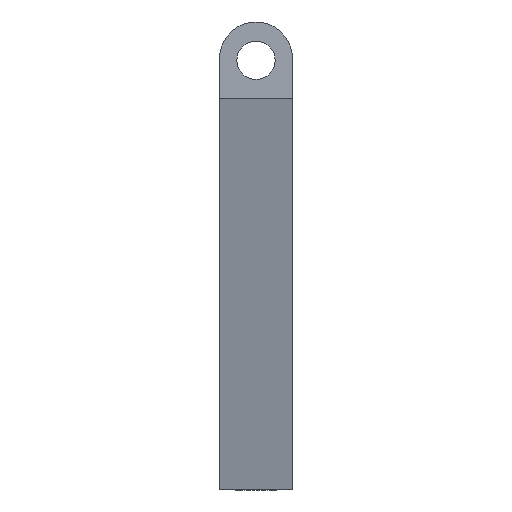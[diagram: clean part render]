
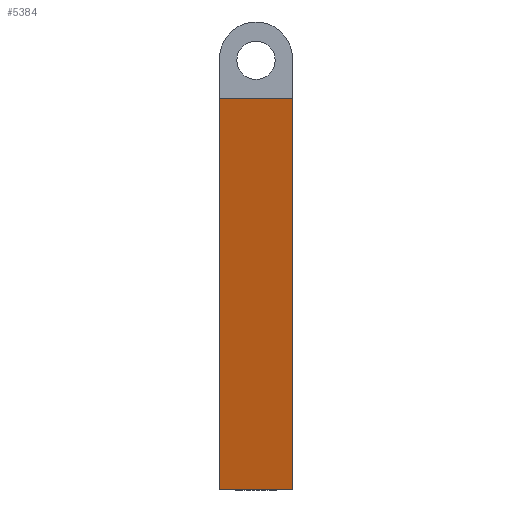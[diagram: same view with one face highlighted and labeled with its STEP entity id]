
A CAD part, left-side view. The second image highlights one B-rep face of the part: STEP entity #5384.
In plain terms, the highlighted planar face has unit normal (-0.97, 0, -0.242).
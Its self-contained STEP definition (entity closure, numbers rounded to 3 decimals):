
#148 = DIRECTION ( 'NONE',  ( -0.97, 0., -0.242 ) ) ;
#343 = EDGE_CURVE ( 'NONE', #6256, #2079, #5058, .T. ) ;
#352 = DIRECTION ( 'NONE',  ( 0.242, 0., -0.97 ) ) ;
#661 = VERTEX_POINT ( 'NONE', #890 ) ;
#673 = DIRECTION ( 'NONE',  ( 0.242, 0., -0.97 ) ) ;
#775 = CARTESIAN_POINT ( 'NONE',  ( 23.917, 0., 5.956 ) ) ;
#890 = CARTESIAN_POINT ( 'NONE',  ( 0., 19.05, 102. ) ) ;
#1164 = VECTOR ( 'NONE', #1687, 1000. ) ;
#1210 = ORIENTED_EDGE ( 'NONE', *, *, #1984, .F. ) ;
#1585 = VERTEX_POINT ( 'NONE', #2184 ) ;
#1687 = DIRECTION ( 'NONE',  ( 0., -1., 0. ) ) ;
#1697 = FACE_OUTER_BOUND ( 'NONE', #2117, .T. ) ;
#1984 = EDGE_CURVE ( 'NONE', #661, #1585, #3906, .T. ) ;
#2079 = VERTEX_POINT ( 'NONE', #4577 ) ;
#2117 = EDGE_LOOP ( 'NONE', ( #4969, #1210, #2810, #4652 ) ) ;
#2184 = CARTESIAN_POINT ( 'NONE',  ( 0., 0., 102. ) ) ;
#2296 = DIRECTION ( 'NONE',  ( -0.242, 0., 0.97 ) ) ;
#2479 = CARTESIAN_POINT ( 'NONE',  ( 25.4, 19.05, 0. ) ) ;
#2758 = CARTESIAN_POINT ( 'NONE',  ( 23.917, 19.05, 5.956 ) ) ;
#2810 = ORIENTED_EDGE ( 'NONE', *, *, #6011, .T. ) ;
#3740 = VECTOR ( 'NONE', #5022, 1000. ) ;
#3879 = VECTOR ( 'NONE', #673, 1000. ) ;
#3906 = LINE ( 'NONE', #6500, #1164 ) ;
#4332 = VECTOR ( 'NONE', #352, 1000. ) ;
#4412 = CARTESIAN_POINT ( 'NONE',  ( 25.4, 19.05, 0. ) ) ;
#4577 = CARTESIAN_POINT ( 'NONE',  ( 25.4, 0., 0. ) ) ;
#4652 = ORIENTED_EDGE ( 'NONE', *, *, #343, .T. ) ;
#4969 = ORIENTED_EDGE ( 'NONE', *, *, #6695, .F. ) ;
#5022 = DIRECTION ( 'NONE',  ( 0., -1., 0. ) ) ;
#5056 = CARTESIAN_POINT ( 'NONE',  ( 23.917, 19.05, 5.956 ) ) ;
#5058 = LINE ( 'NONE', #4412, #3740 ) ;
#5384 = ADVANCED_FACE ( 'NONE', ( #1697 ), #5534, .T. ) ;
#5534 = PLANE ( 'NONE',  #5781 ) ;
#5781 = AXIS2_PLACEMENT_3D ( 'NONE', #2758, #148, #2296 ) ;
#6011 = EDGE_CURVE ( 'NONE', #661, #6256, #6582, .T. ) ;
#6189 = LINE ( 'NONE', #775, #4332 ) ;
#6256 = VERTEX_POINT ( 'NONE', #2479 ) ;
#6500 = CARTESIAN_POINT ( 'NONE',  ( 0., 19.05, 102. ) ) ;
#6582 = LINE ( 'NONE', #5056, #3879 ) ;
#6695 = EDGE_CURVE ( 'NONE', #1585, #2079, #6189, .T. ) ;
